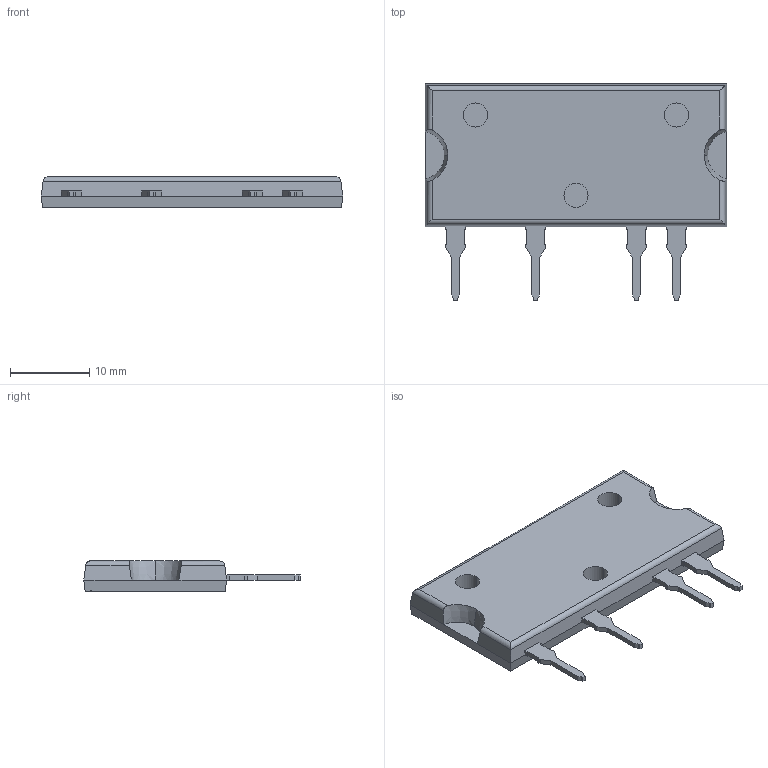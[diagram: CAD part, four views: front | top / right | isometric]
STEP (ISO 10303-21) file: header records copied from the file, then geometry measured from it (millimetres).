
FILE_DESCRIPTION (( 'STEP AP214' ), '1' );
FILE_NAME ('CPC40055ST.STEP', '2021-10-26T02:35:16', ( '' ), ( '' ), 'SwSTEP 2.0', 'SolidWorks 2017', '' );
FILE_SCHEMA (( 'AUTOMOTIVE_DESIGN' ));
Length unit declared in the file: inch
Products named in the file (1): CPC40055ST
Bounding box: 38.1 x 27.33 x 3.81 mm (x, y, z)
Volume: 2480.1 mm3; surface area: 2920.9 mm2
Topology: 6 solids, 6 shells, 141 faces, 354 edges, 232 vertices
Faces by surface type: plane 119, cylinder 18, cone 4
Entity records: 4263 total; most frequent: CARTESIAN_POINT 780, ORIENTED_EDGE 708, DIRECTION 658, EDGE_CURVE 354, LINE 310, VECTOR 310, VERTEX_POINT 232, AXIS2_PLACEMENT_3D 174
